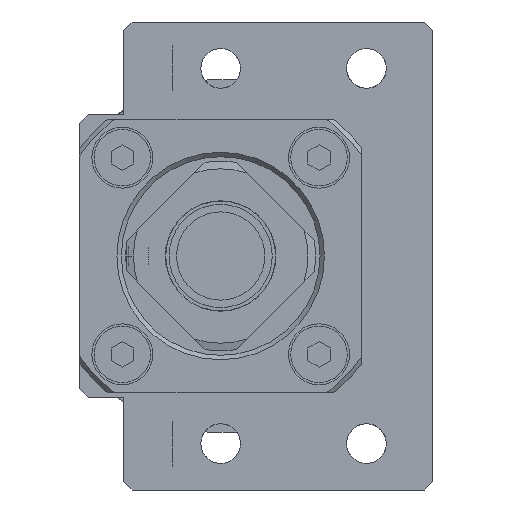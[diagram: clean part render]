
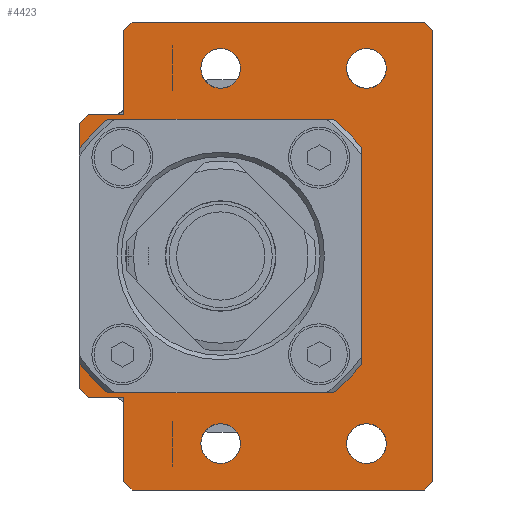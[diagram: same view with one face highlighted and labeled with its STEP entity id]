
A CAD part, left-side view. The second image highlights one B-rep face of the part: STEP entity #4423.
In plain terms, the highlighted face is planar.
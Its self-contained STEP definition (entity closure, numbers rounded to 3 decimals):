
#258=FACE_BOUND('',#887,.T.);
#259=FACE_BOUND('',#888,.T.);
#260=FACE_BOUND('',#889,.T.);
#261=FACE_BOUND('',#890,.T.);
#262=FACE_BOUND('',#891,.T.);
#389=PLANE('',#4906);
#582=FACE_OUTER_BOUND('',#886,.T.);
#886=EDGE_LOOP('',(#3670,#3671,#3672,#3673,#3674,#3675,#3676,#3677,#3678,
#3679,#3680,#3681,#3682,#3683));
#887=EDGE_LOOP('',(#3684));
#888=EDGE_LOOP('',(#3685));
#889=EDGE_LOOP('',(#3686));
#890=EDGE_LOOP('',(#3687));
#891=EDGE_LOOP('',(#3688,#3689,#3690,#3691,#3692,#3693,#3694,#3695));
#1128=LINE('',#7868,#1455);
#1192=LINE('',#8256,#1519);
#1195=LINE('',#8261,#1522);
#1197=LINE('',#8265,#1524);
#1199=LINE('',#8269,#1526);
#1204=LINE('',#8276,#1531);
#1206=LINE('',#8280,#1533);
#1210=LINE('',#8287,#1537);
#1213=LINE('',#8292,#1540);
#1214=LINE('',#8294,#1541);
#1215=LINE('',#8297,#1542);
#1217=LINE('',#8301,#1544);
#1219=LINE('',#8304,#1546);
#1220=LINE('',#8305,#1547);
#1221=LINE('',#8310,#1548);
#1222=LINE('',#8314,#1549);
#1223=LINE('',#8318,#1550);
#1224=LINE('',#8321,#1551);
#1455=VECTOR('',#5509,1000.);
#1519=VECTOR('',#5765,1000.);
#1522=VECTOR('',#5770,1000.);
#1524=VECTOR('',#5774,1000.);
#1526=VECTOR('',#5778,1000.);
#1531=VECTOR('',#5785,1000.);
#1533=VECTOR('',#5789,1000.);
#1537=VECTOR('',#5795,1000.);
#1540=VECTOR('',#5800,1000.);
#1541=VECTOR('',#5803,1000.);
#1542=VECTOR('',#5806,1000.);
#1544=VECTOR('',#5810,1000.);
#1546=VECTOR('',#5814,1000.);
#1547=VECTOR('',#5815,1000.);
#1548=VECTOR('',#5818,1000.);
#1549=VECTOR('',#5821,1000.);
#1550=VECTOR('',#5824,1000.);
#1551=VECTOR('',#5827,1000.);
#1751=CIRCLE('',#4781,4.5);
#1753=CIRCLE('',#4786,4.5);
#1755=CIRCLE('',#4791,4.5);
#1757=CIRCLE('',#4796,4.5);
#1816=CIRCLE('',#4907,39.2);
#1817=CIRCLE('',#4908,39.2);
#1818=CIRCLE('',#4909,39.2);
#1819=CIRCLE('',#4910,39.2);
#1997=VERTEX_POINT('',#7142);
#2011=VERTEX_POINT('',#7348);
#2025=VERTEX_POINT('',#7554);
#2039=VERTEX_POINT('',#7760);
#2047=VERTEX_POINT('',#7866);
#2048=VERTEX_POINT('',#7867);
#2158=VERTEX_POINT('',#8254);
#2159=VERTEX_POINT('',#8255);
#2160=VERTEX_POINT('',#8260);
#2161=VERTEX_POINT('',#8264);
#2162=VERTEX_POINT('',#8268);
#2163=VERTEX_POINT('',#8274);
#2164=VERTEX_POINT('',#8278);
#2165=VERTEX_POINT('',#8284);
#2166=VERTEX_POINT('',#8286);
#2167=VERTEX_POINT('',#8290);
#2168=VERTEX_POINT('',#8296);
#2169=VERTEX_POINT('',#8300);
#2170=VERTEX_POINT('',#8306);
#2171=VERTEX_POINT('',#8307);
#2172=VERTEX_POINT('',#8309);
#2173=VERTEX_POINT('',#8311);
#2174=VERTEX_POINT('',#8313);
#2175=VERTEX_POINT('',#8315);
#2176=VERTEX_POINT('',#8317);
#2177=VERTEX_POINT('',#8319);
#2478=EDGE_CURVE('',#1997,#1997,#1751,.T.);
#2495=EDGE_CURVE('',#2011,#2011,#1753,.T.);
#2512=EDGE_CURVE('',#2025,#2025,#1755,.T.);
#2529=EDGE_CURVE('',#2039,#2039,#1757,.T.);
#2539=EDGE_CURVE('',#2047,#2048,#1128,.T.);
#2690=EDGE_CURVE('',#2158,#2159,#1192,.T.);
#2693=EDGE_CURVE('',#2159,#2160,#1195,.T.);
#2695=EDGE_CURVE('',#2160,#2161,#1197,.T.);
#2697=EDGE_CURVE('',#2161,#2162,#1199,.T.);
#2702=EDGE_CURVE('',#2162,#2163,#1204,.T.);
#2704=EDGE_CURVE('',#2163,#2164,#1206,.T.);
#2708=EDGE_CURVE('',#2166,#2165,#1210,.T.);
#2711=EDGE_CURVE('',#2165,#2167,#1213,.T.);
#2712=EDGE_CURVE('',#2167,#2158,#1214,.T.);
#2713=EDGE_CURVE('',#2164,#2168,#1215,.T.);
#2715=EDGE_CURVE('',#2169,#2166,#1217,.T.);
#2717=EDGE_CURVE('',#2047,#2169,#1219,.T.);
#2718=EDGE_CURVE('',#2168,#2048,#1220,.T.);
#2719=EDGE_CURVE('',#2170,#2171,#1816,.T.);
#2720=EDGE_CURVE('',#2172,#2171,#1221,.T.);
#2721=EDGE_CURVE('',#2172,#2173,#1817,.T.);
#2722=EDGE_CURVE('',#2174,#2173,#1222,.T.);
#2723=EDGE_CURVE('',#2174,#2175,#1818,.T.);
#2724=EDGE_CURVE('',#2176,#2175,#1223,.T.);
#2725=EDGE_CURVE('',#2176,#2177,#1819,.T.);
#2726=EDGE_CURVE('',#2170,#2177,#1224,.T.);
#3670=ORIENTED_EDGE('',*,*,#2717,.T.);
#3671=ORIENTED_EDGE('',*,*,#2715,.T.);
#3672=ORIENTED_EDGE('',*,*,#2708,.T.);
#3673=ORIENTED_EDGE('',*,*,#2711,.T.);
#3674=ORIENTED_EDGE('',*,*,#2712,.T.);
#3675=ORIENTED_EDGE('',*,*,#2690,.T.);
#3676=ORIENTED_EDGE('',*,*,#2693,.T.);
#3677=ORIENTED_EDGE('',*,*,#2695,.T.);
#3678=ORIENTED_EDGE('',*,*,#2697,.T.);
#3679=ORIENTED_EDGE('',*,*,#2702,.T.);
#3680=ORIENTED_EDGE('',*,*,#2704,.T.);
#3681=ORIENTED_EDGE('',*,*,#2713,.T.);
#3682=ORIENTED_EDGE('',*,*,#2718,.T.);
#3683=ORIENTED_EDGE('',*,*,#2539,.F.);
#3684=ORIENTED_EDGE('',*,*,#2478,.T.);
#3685=ORIENTED_EDGE('',*,*,#2495,.T.);
#3686=ORIENTED_EDGE('',*,*,#2512,.T.);
#3687=ORIENTED_EDGE('',*,*,#2529,.T.);
#3688=ORIENTED_EDGE('',*,*,#2719,.T.);
#3689=ORIENTED_EDGE('',*,*,#2720,.F.);
#3690=ORIENTED_EDGE('',*,*,#2721,.T.);
#3691=ORIENTED_EDGE('',*,*,#2722,.F.);
#3692=ORIENTED_EDGE('',*,*,#2723,.T.);
#3693=ORIENTED_EDGE('',*,*,#2724,.F.);
#3694=ORIENTED_EDGE('',*,*,#2725,.T.);
#3695=ORIENTED_EDGE('',*,*,#2726,.F.);
#4423=ADVANCED_FACE('',(#582,#258,#259,#260,#261,#262),#389,.T.);
#4781=AXIS2_PLACEMENT_3D('',#7143,#5460,#5461);
#4786=AXIS2_PLACEMENT_3D('',#7349,#5473,#5474);
#4791=AXIS2_PLACEMENT_3D('',#7555,#5486,#5487);
#4796=AXIS2_PLACEMENT_3D('',#7761,#5499,#5500);
#4906=AXIS2_PLACEMENT_3D('',#8303,#5812,#5813);
#4907=AXIS2_PLACEMENT_3D('',#8308,#5816,#5817);
#4908=AXIS2_PLACEMENT_3D('',#8312,#5819,#5820);
#4909=AXIS2_PLACEMENT_3D('',#8316,#5822,#5823);
#4910=AXIS2_PLACEMENT_3D('',#8320,#5825,#5826);
#5460=DIRECTION('center_axis',(0.,0.,-1.));
#5461=DIRECTION('ref_axis',(1.,0.,0.));
#5473=DIRECTION('center_axis',(0.,0.,-1.));
#5474=DIRECTION('ref_axis',(1.,0.,0.));
#5486=DIRECTION('center_axis',(0.,0.,-1.));
#5487=DIRECTION('ref_axis',(1.,0.,0.));
#5499=DIRECTION('center_axis',(0.,0.,-1.));
#5500=DIRECTION('ref_axis',(1.,0.,0.));
#5509=DIRECTION('',(1.,0.,0.));
#5765=DIRECTION('',(0.707,-0.707,0.));
#5770=DIRECTION('',(1.,0.,0.));
#5774=DIRECTION('',(0.707,0.707,0.));
#5778=DIRECTION('',(0.,1.,0.));
#5785=DIRECTION('',(-0.707,0.707,0.));
#5789=DIRECTION('',(-1.,0.,0.));
#5795=DIRECTION('',(-1.,0.,0.));
#5800=DIRECTION('',(-0.707,-0.707,0.));
#5803=DIRECTION('',(0.,-1.,0.));
#5806=DIRECTION('',(0.,1.,0.));
#5810=DIRECTION('',(0.,-1.,0.));
#5812=DIRECTION('center_axis',(0.,0.,1.));
#5813=DIRECTION('ref_axis',(1.,0.,0.));
#5814=DIRECTION('',(-0.707,-0.707,0.));
#5815=DIRECTION('',(-0.707,0.707,0.));
#5816=DIRECTION('center_axis',(0.,0.,-1.));
#5817=DIRECTION('ref_axis',(-1.,0.,0.));
#5818=DIRECTION('',(-1.,0.,0.));
#5819=DIRECTION('center_axis',(0.,0.,-1.));
#5820=DIRECTION('ref_axis',(-1.,0.,0.));
#5821=DIRECTION('',(0.,1.,0.));
#5822=DIRECTION('center_axis',(0.,0.,-1.));
#5823=DIRECTION('ref_axis',(-1.,0.,0.));
#5824=DIRECTION('',(1.,0.,0.));
#5825=DIRECTION('center_axis',(0.,0.,-1.));
#5826=DIRECTION('ref_axis',(-1.,0.,0.));
#5827=DIRECTION('',(0.,-1.,0.));
#7142=CARTESIAN_POINT('',(-47.,0.,0.));
#7143=CARTESIAN_POINT('Origin',(-42.5,0.,0.));
#7348=CARTESIAN_POINT('',(38.,0.,0.));
#7349=CARTESIAN_POINT('Origin',(42.5,0.,0.));
#7554=CARTESIAN_POINT('',(-47.,-33.,0.));
#7555=CARTESIAN_POINT('Origin',(-42.5,-33.,0.));
#7760=CARTESIAN_POINT('',(38.,-33.,0.));
#7761=CARTESIAN_POINT('Origin',(42.5,-33.,0.));
#7866=CARTESIAN_POINT('',(-30.,32.,0.));
#7867=CARTESIAN_POINT('',(30.,32.,0.));
#7868=CARTESIAN_POINT('',(30.,32.,0.));
#8254=CARTESIAN_POINT('',(-53.,-46.08,0.));
#8255=CARTESIAN_POINT('',(-51.08,-48.,0.));
#8256=CARTESIAN_POINT('',(-53.,-46.08,0.));
#8260=CARTESIAN_POINT('',(51.08,-48.,0.));
#8261=CARTESIAN_POINT('',(-51.08,-48.,0.));
#8264=CARTESIAN_POINT('',(53.,-46.08,0.));
#8265=CARTESIAN_POINT('',(51.08,-48.,0.));
#8268=CARTESIAN_POINT('',(53.,20.08,0.));
#8269=CARTESIAN_POINT('',(53.,-46.08,0.));
#8274=CARTESIAN_POINT('',(51.08,22.,0.));
#8276=CARTESIAN_POINT('',(53.,20.08,0.));
#8278=CARTESIAN_POINT('',(32.,22.,0.));
#8280=CARTESIAN_POINT('',(51.08,22.,0.));
#8284=CARTESIAN_POINT('',(-51.08,22.,0.));
#8286=CARTESIAN_POINT('',(-32.,22.,0.));
#8287=CARTESIAN_POINT('',(-32.,22.,0.));
#8290=CARTESIAN_POINT('',(-53.,20.08,0.));
#8292=CARTESIAN_POINT('',(-51.08,22.,0.));
#8294=CARTESIAN_POINT('',(-53.,20.08,0.));
#8296=CARTESIAN_POINT('',(32.,30.,0.));
#8297=CARTESIAN_POINT('',(32.,22.,0.));
#8300=CARTESIAN_POINT('',(-32.,30.,0.));
#8301=CARTESIAN_POINT('',(-32.,30.,0.));
#8303=CARTESIAN_POINT('Origin',(0.,0.,0.));
#8304=CARTESIAN_POINT('',(-30.,32.,0.));
#8305=CARTESIAN_POINT('',(32.,30.,0.));
#8306=CARTESIAN_POINT('',(-30.98,24.018,0.));
#8307=CARTESIAN_POINT('',(-22.67,31.98,0.));
#8308=CARTESIAN_POINT('Origin',(0.,0.,0.));
#8309=CARTESIAN_POINT('',(22.67,31.98,0.));
#8310=CARTESIAN_POINT('',(30.98,31.98,0.));
#8311=CARTESIAN_POINT('',(30.98,24.018,0.));
#8312=CARTESIAN_POINT('Origin',(0.,0.,0.));
#8313=CARTESIAN_POINT('',(30.98,-24.018,0.));
#8314=CARTESIAN_POINT('',(30.98,-31.98,0.));
#8315=CARTESIAN_POINT('',(22.67,-31.98,0.));
#8316=CARTESIAN_POINT('Origin',(0.,0.,0.));
#8317=CARTESIAN_POINT('',(-22.67,-31.98,0.));
#8318=CARTESIAN_POINT('',(-30.98,-31.98,0.));
#8319=CARTESIAN_POINT('',(-30.98,-24.018,0.));
#8320=CARTESIAN_POINT('Origin',(0.,0.,0.));
#8321=CARTESIAN_POINT('',(-30.98,31.98,0.));
